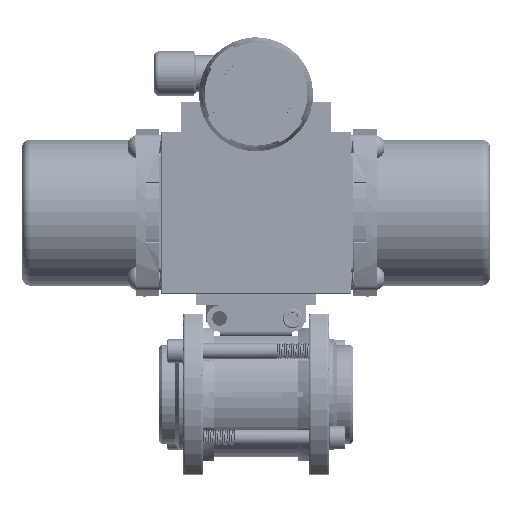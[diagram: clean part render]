
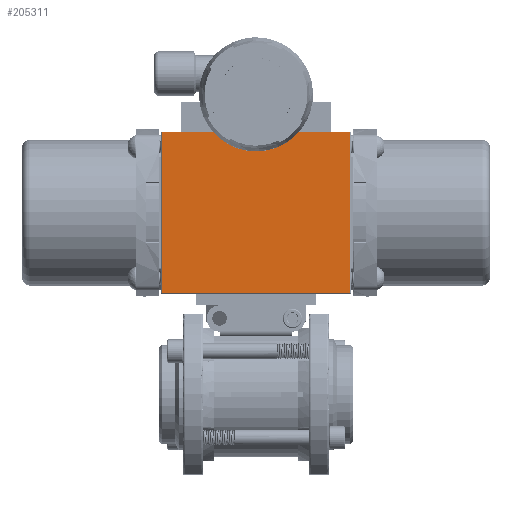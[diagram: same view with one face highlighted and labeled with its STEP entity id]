
A CAD part, top view. The second image highlights one B-rep face of the part: STEP entity #205311.
In plain terms, the highlighted planar face has unit normal (0, 0, 1).
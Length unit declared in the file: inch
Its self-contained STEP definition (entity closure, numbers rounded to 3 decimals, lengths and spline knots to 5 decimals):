
#1434 = CARTESIAN_POINT ( 'NONE',  ( -2.253, 2.403, 1.55 ) ) ;
#1798 = DIRECTION ( 'NONE',  ( 0., 1., 0. ) ) ;
#13834 = FACE_OUTER_BOUND ( 'NONE', #105893, .T. ) ;
#15148 = CARTESIAN_POINT ( 'NONE',  ( -2.273, 2.423, 1.55 ) ) ;
#22586 = ORIENTED_EDGE ( 'NONE', *, *, #231374, .T. ) ;
#33351 = DIRECTION ( 'NONE',  ( 1., 0., 0. ) ) ;
#41667 = AXIS2_PLACEMENT_3D ( 'NONE', #213025, #104480, #231251 ) ;
#49403 = LINE ( 'NONE', #1434, #188343 ) ;
#56903 = LINE ( 'NONE', #15148, #147638 ) ;
#62915 = CARTESIAN_POINT ( 'NONE',  ( -2.273, 6.283, 1.55 ) ) ;
#66933 = VERTEX_POINT ( 'NONE', #203907 ) ;
#81264 = DIRECTION ( 'NONE',  ( -1., 0., 0. ) ) ;
#86319 = PLANE ( 'NONE',  #41667 ) ;
#91029 = LINE ( 'NONE', #62915, #181513 ) ;
#93275 = CARTESIAN_POINT ( 'NONE',  ( -2.253, 6.283, 1.55 ) ) ;
#95232 = VERTEX_POINT ( 'NONE', #93275 ) ;
#99395 = EDGE_CURVE ( 'NONE', #166267, #122422, #169957, .T. ) ;
#104480 = DIRECTION ( 'NONE',  ( 0., 0., -1. ) ) ;
#105893 = EDGE_LOOP ( 'NONE', ( #127104, #129559, #22586, #198843 ) ) ;
#116128 = VECTOR ( 'NONE', #1798, 39.37008 ) ;
#122422 = VERTEX_POINT ( 'NONE', #131447 ) ;
#127104 = ORIENTED_EDGE ( 'NONE', *, *, #99395, .T. ) ;
#129559 = ORIENTED_EDGE ( 'NONE', *, *, #139233, .T. ) ;
#129931 = EDGE_CURVE ( 'NONE', #66933, #166267, #56903, .T. ) ;
#131447 = CARTESIAN_POINT ( 'NONE',  ( 2.253, 6.283, 1.55 ) ) ;
#139233 = EDGE_CURVE ( 'NONE', #122422, #95232, #91029, .T. ) ;
#147638 = VECTOR ( 'NONE', #33351, 39.37008 ) ;
#166267 = VERTEX_POINT ( 'NONE', #226783 ) ;
#169957 = LINE ( 'NONE', #200777, #116128 ) ;
#181513 = VECTOR ( 'NONE', #81264, 39.37008 ) ;
#188343 = VECTOR ( 'NONE', #219484, 39.37008 ) ;
#198843 = ORIENTED_EDGE ( 'NONE', *, *, #129931, .T. ) ;
#200777 = CARTESIAN_POINT ( 'NONE',  ( 2.253, 6.303, 1.55 ) ) ;
#203907 = CARTESIAN_POINT ( 'NONE',  ( -2.253, 2.423, 1.55 ) ) ;
#205311 = ADVANCED_FACE ( 'NONE', ( #13834 ), #86319, .F. ) ;
#213025 = CARTESIAN_POINT ( 'NONE',  ( -2.273, 6.303, 1.55 ) ) ;
#219484 = DIRECTION ( 'NONE',  ( 0., -1., 0. ) ) ;
#226783 = CARTESIAN_POINT ( 'NONE',  ( 2.253, 2.423, 1.55 ) ) ;
#231251 = DIRECTION ( 'NONE',  ( 0., -1., 0. ) ) ;
#231374 = EDGE_CURVE ( 'NONE', #95232, #66933, #49403, .T. ) ;
